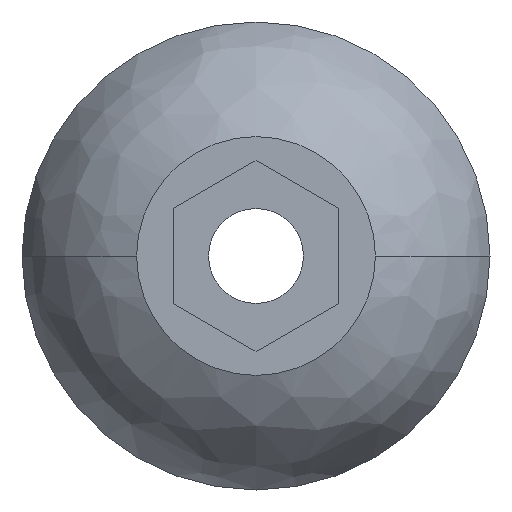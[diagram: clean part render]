
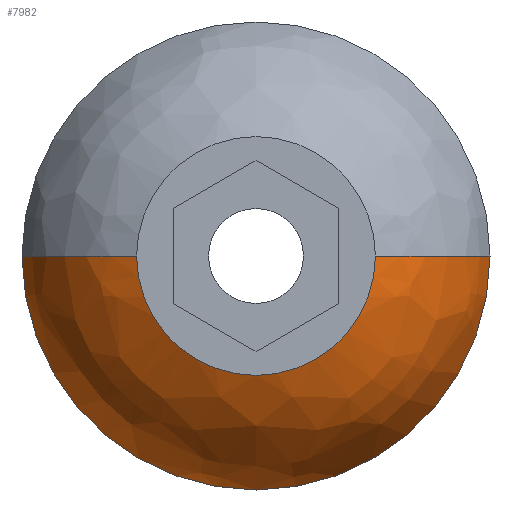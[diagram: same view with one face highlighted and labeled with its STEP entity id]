
A CAD part, left-side view. The second image highlights one B-rep face of the part: STEP entity #7982.
In plain terms, the highlighted free-form (B-spline) face has degree [3, 3] with [7, 4] control points.
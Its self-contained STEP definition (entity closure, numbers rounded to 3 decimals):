
#3367=CARTESIAN_POINT('',(0.405,0.381,0.));
#3368=DIRECTION('',(0.,0.,1.));
#3369=DIRECTION('',(-0.27,0.963,0.));
#3370=AXIS2_PLACEMENT_3D('',#3367,#3368,#3369);
#3372=CARTESIAN_POINT('',(0.405,-0.381,0.));
#3373=DIRECTION('',(0.,0.,-1.));
#3374=DIRECTION('',(-0.27,-0.963,0.));
#3375=AXIS2_PLACEMENT_3D('',#3372,#3373,#3374);
#3377=CARTESIAN_POINT('',(0.,0.,0.));
#3378=DIRECTION('',(-1.,0.,0.));
#3379=DIRECTION('',(0.,1.,0.));
#3380=AXIS2_PLACEMENT_3D('',#3377,#3378,#3379);
#3387=CARTESIAN_POINT('',(-0.99,0.,0.));
#3388=DIRECTION('',(-1.,0.,0.));
#3389=DIRECTION('',(0.,1.,0.));
#3390=AXIS2_PLACEMENT_3D('',#3387,#3388,#3389);
#3643=CARTESIAN_POINT('',(0.,1.825,0.));
#3644=CARTESIAN_POINT('',(-0.99,0.931,0.));
#3645=VERTEX_POINT('',#3643);
#3646=VERTEX_POINT('',#3644);
#3647=CARTESIAN_POINT('',(0.,-1.825,0.));
#3648=CARTESIAN_POINT('',(-0.99,-0.931,0.));
#3649=VERTEX_POINT('',#3647);
#3650=VERTEX_POINT('',#3648);
#7944=CARTESIAN_POINT('',(-1.,-0.903,
0.057));
#7945=CARTESIAN_POINT('',(-0.826,-1.37,
0.086));
#7946=CARTESIAN_POINT('',(-0.456,-1.703,
0.107));
#7947=CARTESIAN_POINT('',(0.027,-1.829,
0.115));
#7948=CARTESIAN_POINT('',(-1.,-0.938,
-0.499));
#7949=CARTESIAN_POINT('',(-0.826,-1.423,
-0.757));
#7950=CARTESIAN_POINT('',(-0.456,-1.769,
-0.941));
#7951=CARTESIAN_POINT('',(0.027,-1.899,
-1.01));
#7952=CARTESIAN_POINT('',(-1.,-0.557,
-0.905));
#7953=CARTESIAN_POINT('',(-0.826,-0.844,
-1.372));
#7954=CARTESIAN_POINT('',(-0.456,-1.05,
-1.706));
#7955=CARTESIAN_POINT('',(0.027,-1.128,
-1.832));
#7956=CARTESIAN_POINT('',(-1.,0.,-0.905));
#7957=CARTESIAN_POINT('',(-0.826,0.,-1.372));
#7958=CARTESIAN_POINT('',(-0.456,0.,-1.706));
#7959=CARTESIAN_POINT('',(0.027,0.,-1.832));
#7960=CARTESIAN_POINT('',(-1.,0.557,
-0.905));
#7961=CARTESIAN_POINT('',(-0.826,0.844,
-1.372));
#7962=CARTESIAN_POINT('',(-0.456,1.05,
-1.706));
#7963=CARTESIAN_POINT('',(0.027,1.128,
-1.832));
#7964=CARTESIAN_POINT('',(-1.,0.938,
-0.499));
#7965=CARTESIAN_POINT('',(-0.826,1.423,
-0.757));
#7966=CARTESIAN_POINT('',(-0.456,1.769,
-0.941));
#7967=CARTESIAN_POINT('',(0.027,1.899,
-1.01));
#7968=CARTESIAN_POINT('',(-1.,0.903,
0.057));
#7969=CARTESIAN_POINT('',(-0.826,1.37,
0.086));
#7970=CARTESIAN_POINT('',(-0.456,1.703,
0.107));
#7971=CARTESIAN_POINT('',(0.027,1.829,
0.115));
#7972=(BOUNDED_SURFACE()B_SPLINE_SURFACE(3,3,((#7944,#7945,#7946,#7947),(#7948,
#7949,#7950,#7951),(#7952,#7953,#7954,#7955),(#7956,#7957,#7958,#7959),(#7960,
#7961,#7962,#7963),(#7964,#7965,#7966,#7967),(#7968,#7969,#7970,#7971)),
.UNSPECIFIED.,.F.,.F.,.F.)B_SPLINE_SURFACE_WITH_KNOTS((4,3,4),(4,4),(0.,1.,
2.),(0.,1.),.UNSPECIFIED.)GEOMETRIC_REPRESENTATION_ITEM()RATIONAL_B_SPLINE_SURFACE(((1.258,1.164,1.164,1.258),(
0.994,0.919,0.919,0.994),(
0.994,0.919,0.919,0.994),(
1.258,1.164,1.164,1.258),(
0.994,0.919,0.919,0.994),(
0.994,0.919,0.919,0.994),(
1.258,1.164,1.164,1.258)))REPRESENTATION_ITEM('')SURFACE());
#7974=ORIENTED_EDGE('',*,*,#7973,.T.);
#7976=ORIENTED_EDGE('',*,*,#7975,.T.);
#7978=ORIENTED_EDGE('',*,*,#7977,.F.);
#7979=ORIENTED_EDGE('',*,*,#7933,.F.);
#7980=EDGE_LOOP('',(#7974,#7976,#7978,#7979));
#7981=FACE_OUTER_BOUND('',#7980,.F.);
#3371=CIRCLE('',#3370,1.5);
#3376=CIRCLE('',#3375,1.5);
#3381=CIRCLE('',#3380,1.825);
#3391=CIRCLE('',#3390,0.931);
#7933=EDGE_CURVE('',#3645,#3649,#3381,.T.);
#7973=EDGE_CURVE('',#3645,#3646,#3371,.T.);
#7975=EDGE_CURVE('',#3646,#3650,#3391,.T.);
#7977=EDGE_CURVE('',#3649,#3650,#3376,.T.);
#7982=ADVANCED_FACE('',(#7981),#7972,.T.);
